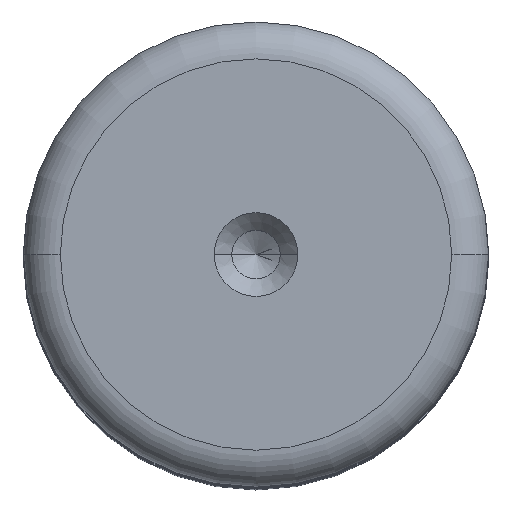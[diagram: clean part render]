
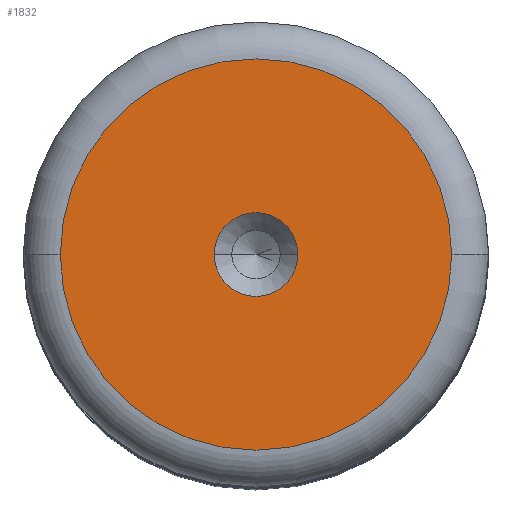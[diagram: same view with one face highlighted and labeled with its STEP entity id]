
A CAD part, top view. The second image highlights one B-rep face of the part: STEP entity #1832.
In plain terms, the highlighted planar face has unit normal (0, 0, 1).
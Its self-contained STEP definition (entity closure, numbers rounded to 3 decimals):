
#61 = DIRECTION ( 'NONE',  ( 1., 0., 0. ) ) ;
#171 = EDGE_LOOP ( 'NONE', ( #1828, #388 ) ) ;
#194 = CIRCLE ( 'NONE', #729, 2.25 ) ;
#283 = EDGE_CURVE ( 'NONE', #407, #1858, #1909, .T. ) ;
#297 = DIRECTION ( 'NONE',  ( 0., 0., 1. ) ) ;
#371 = AXIS2_PLACEMENT_3D ( 'NONE', #1943, #803, #2114 ) ;
#388 = ORIENTED_EDGE ( 'NONE', *, *, #1304, .F. ) ;
#391 = AXIS2_PLACEMENT_3D ( 'NONE', #411, #1718, #589 ) ;
#407 = VERTEX_POINT ( 'NONE', #2113 ) ;
#411 = CARTESIAN_POINT ( 'NONE',  ( 0., 0., 80. ) ) ;
#414 = DIRECTION ( 'NONE',  ( 0., 0., 1. ) ) ;
#421 = CARTESIAN_POINT ( 'NONE',  ( 10.513, 0., 80. ) ) ;
#567 = CARTESIAN_POINT ( 'NONE',  ( -2.25, 0., 80. ) ) ;
#589 = DIRECTION ( 'NONE',  ( 1., 0., 0. ) ) ;
#714 = EDGE_LOOP ( 'NONE', ( #1761, #1722 ) ) ;
#729 = AXIS2_PLACEMENT_3D ( 'NONE', #1396, #297, #1582 ) ;
#803 = DIRECTION ( 'NONE',  ( 0., 0., 1. ) ) ;
#1064 = VERTEX_POINT ( 'NONE', #567 ) ;
#1138 = PLANE ( 'NONE',  #1790 ) ;
#1141 = DIRECTION ( 'NONE',  ( 0., 0., 1. ) ) ;
#1216 = EDGE_CURVE ( 'NONE', #1858, #407, #1730, .T. ) ;
#1258 = FACE_BOUND ( 'NONE', #171, .T. ) ;
#1304 = EDGE_CURVE ( 'NONE', #1064, #1638, #194, .T. ) ;
#1396 = CARTESIAN_POINT ( 'NONE',  ( 0., 0., 80. ) ) ;
#1452 = EDGE_CURVE ( 'NONE', #1638, #1064, #1838, .T. ) ;
#1582 = DIRECTION ( 'NONE',  ( 1., 0., 0. ) ) ;
#1626 = AXIS2_PLACEMENT_3D ( 'NONE', #2273, #1141, #61 ) ;
#1638 = VERTEX_POINT ( 'NONE', #1999 ) ;
#1718 = DIRECTION ( 'NONE',  ( 0., 0., 1. ) ) ;
#1722 = ORIENTED_EDGE ( 'NONE', *, *, #283, .T. ) ;
#1723 = DIRECTION ( 'NONE',  ( 1., 0., 0. ) ) ;
#1730 = CIRCLE ( 'NONE', #371, 10.513 ) ;
#1761 = ORIENTED_EDGE ( 'NONE', *, *, #1216, .T. ) ;
#1790 = AXIS2_PLACEMENT_3D ( 'NONE', #2269, #414, #1723 ) ;
#1828 = ORIENTED_EDGE ( 'NONE', *, *, #1452, .F. ) ;
#1832 = ADVANCED_FACE ( 'NONE', ( #1258, #2240 ), #1138, .T. ) ;
#1838 = CIRCLE ( 'NONE', #1626, 2.25 ) ;
#1858 = VERTEX_POINT ( 'NONE', #421 ) ;
#1909 = CIRCLE ( 'NONE', #391, 10.513 ) ;
#1943 = CARTESIAN_POINT ( 'NONE',  ( 0., 0., 80. ) ) ;
#1999 = CARTESIAN_POINT ( 'NONE',  ( 2.25, 0., 80. ) ) ;
#2113 = CARTESIAN_POINT ( 'NONE',  ( -10.513, 0., 80. ) ) ;
#2114 = DIRECTION ( 'NONE',  ( 1., 0., 0. ) ) ;
#2240 = FACE_OUTER_BOUND ( 'NONE', #714, .T. ) ;
#2269 = CARTESIAN_POINT ( 'NONE',  ( 0., 0., 80. ) ) ;
#2273 = CARTESIAN_POINT ( 'NONE',  ( 0., 0., 80. ) ) ;
